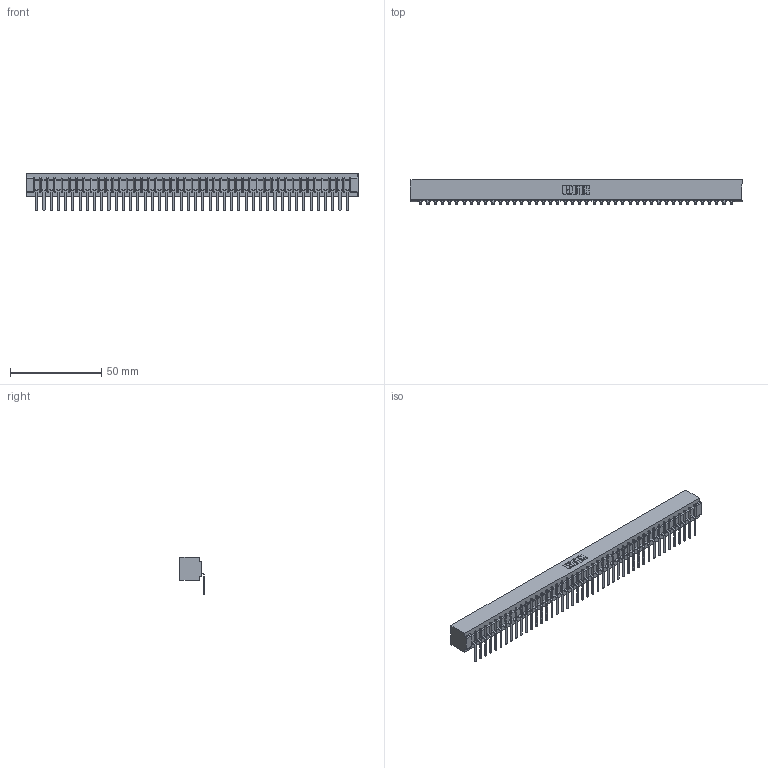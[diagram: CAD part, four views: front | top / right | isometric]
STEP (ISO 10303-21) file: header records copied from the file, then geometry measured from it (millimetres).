
FILE_DESCRIPTION (( 'STEP AP203' ), '1' );
FILE_NAME ('307-044-557-101.STEP', '2019-09-05T13:05:24', ( '' ), ( '' ), 'SwSTEP 2.0', 'SolidWorks 2016', '' );
FILE_SCHEMA (( 'CONFIG_CONTROL_DESIGN' ));
Length unit declared in the file: inch
Products named in the file (3): 307-290-002_557; 307-044-557-101; 307 Part_No Mounting Lugs
Assembly tree (45 placements, depth 2):
  307-044-557-101
    307 Part_No Mounting Lugs
    307-290-002_557  x44
Bounding box: 182.22 x 13.32 x 20.66 mm (x, y, z)
Volume: 20191.2 mm3; surface area: 26552.6 mm2
Topology: 45 solids, 45 shells, 3587 faces, 11035 edges, 7234 vertices
Faces by surface type: plane 2134, cylinder 1363, sphere 90
Entity records: 38050 total; most frequent: CARTESIAN_POINT 6420, ORIENTED_EDGE 6410, DIRECTION 6235, EDGE_CURVE 3205, LINE 2457, VECTOR 2457, VERTEX_POINT 2074, AXIS2_PLACEMENT_3D 1889
